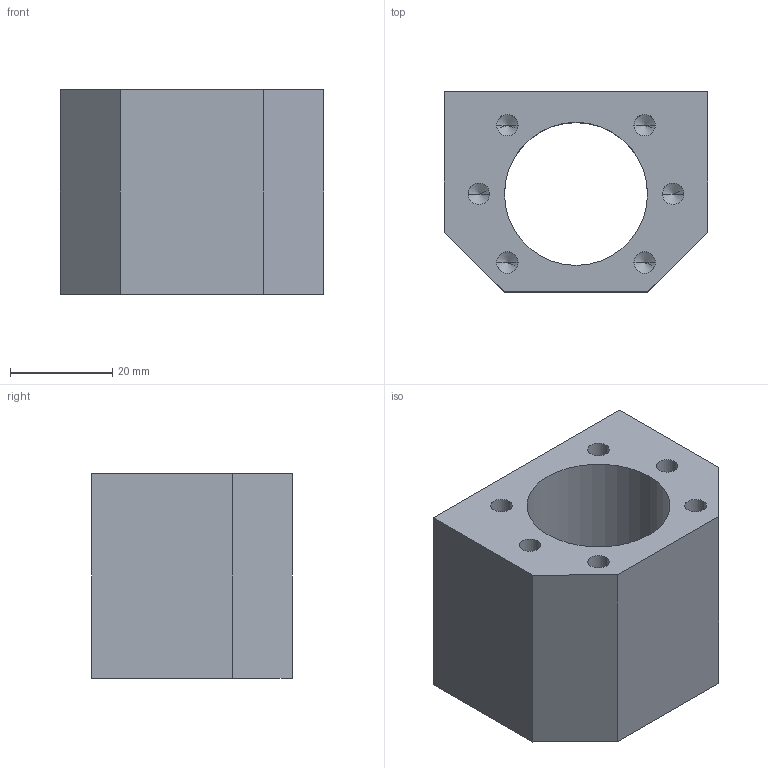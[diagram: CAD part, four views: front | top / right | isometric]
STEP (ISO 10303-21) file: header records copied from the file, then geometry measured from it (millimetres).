
FILE_DESCRIPTION (( 'STEP AP203' ), '1' );
FILE_NAME ('HD16.STEP', '2014-04-01T19:55:59', ( 'Jim Meade' ), ( 'Hewlett-Packard' ), 'SwSTEP 2.0', 'SolidWorks 2012', '' );
FILE_SCHEMA (( 'CONFIG_CONTROL_DESIGN' ));
Length unit declared in the file: millimetre
Products named in the file (1): HD16
Bounding box: 51.65 x 39.2 x 40 mm (x, y, z)
Volume: 48714.3 mm3; surface area: 14752.4 mm2
Topology: 1 solids, 1 shells, 50 faces, 124 edges, 66 vertices
Faces by surface type: cylinder 22, cone 20, plane 8
Entity records: 1413 total; most frequent: DIRECTION 250, CARTESIAN_POINT 221, ORIENTED_EDGE 208, EDGE_CURVE 104, AXIS2_PLACEMENT_3D 95, VERTEX_POINT 66, EDGE_LOOP 62, VECTOR 60
